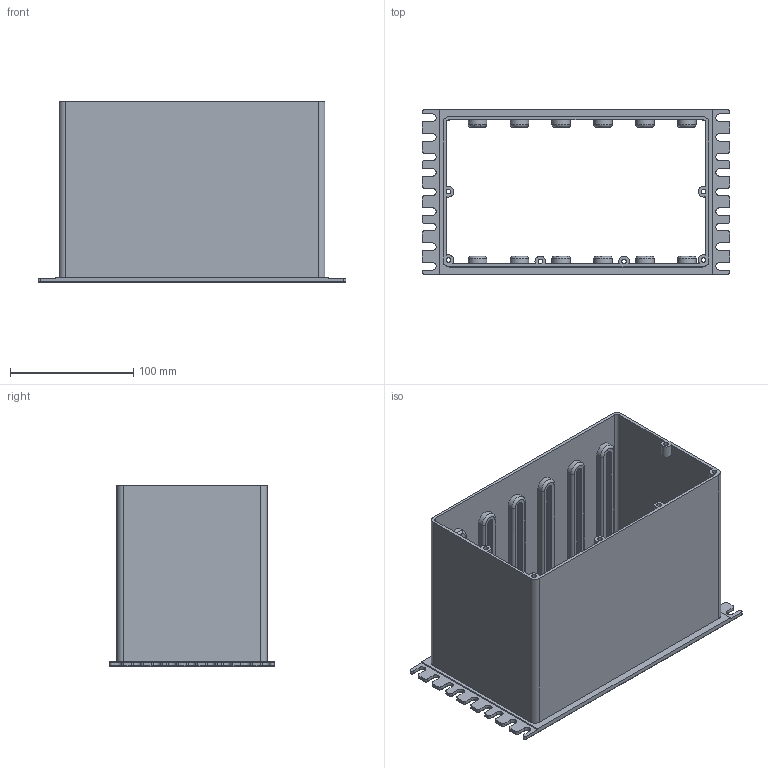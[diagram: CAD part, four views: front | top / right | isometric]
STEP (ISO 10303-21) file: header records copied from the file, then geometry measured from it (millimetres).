
FILE_DESCRIPTION(('FreeCAD Model'),'2;1');
FILE_NAME('Open CASCADE Shape Model','2025-09-09T23:24:28',('Author'),( ''),'Open CASCADE STEP processor 7.8','FreeCAD','Unknown');
FILE_SCHEMA(('AUTOMOTIVE_DESIGN { 1 0 10303 214 1 1 1 1 }'));
Length unit declared in the file: millimetre
Products named in the file (1): Body
Bounding box: 250 x 133.35 x 147 mm (x, y, z)
Volume: 317160.6 mm3; surface area: 243541 mm2
Topology: 1 solids, 1 shells, 530 faces, 1490 edges, 966 vertices
Faces by surface type: plane 244, cylinder 192, torus 94
Full cylindrical faces by diameter (mm): 3.7 x6
Entity records: 17263 total; most frequent: DIRECTION 3159, CARTESIAN_POINT 2995, ORIENTED_EDGE 2968, EDGE_CURVE 1484, AXIS2_PLACEMENT_3D 1149, VERTEX_POINT 963, LINE 861, VECTOR 861
